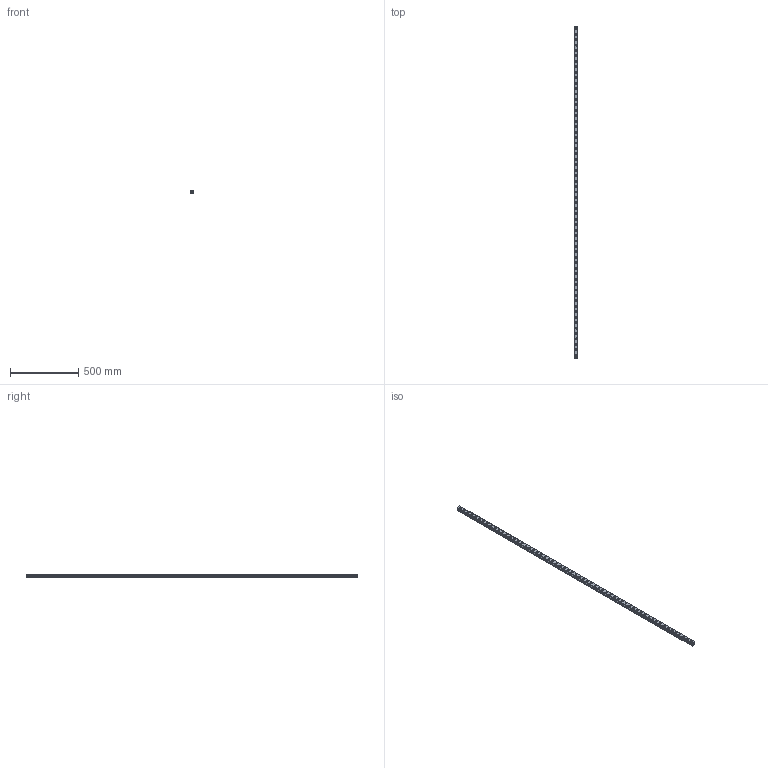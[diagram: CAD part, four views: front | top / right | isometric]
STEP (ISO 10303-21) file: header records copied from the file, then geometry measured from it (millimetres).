
FILE_DESCRIPTION(('STEP AP214'),'1');
FILE_NAME('cctmp_79DD8FB0-77AA-4D86-BFF1-C337F6A97D11_2021_03_11_14_38_30_0760..stp','2021-03-11T13:38:31',('HIWIN GmbH'),('CADClick - www.CADClick.com'),'Spatial InterOp 3D',' ','unknown authorization');
FILE_SCHEMA(('AUTOMOTIVE_DESIGN'));
Length unit declared in the file: millimetre
Products named in the file (1): RGR30R2440H_FILE
Bounding box: 28 x 2440 x 28 mm (x, y, z)
Volume: 1400228.1 mm3; surface area: 362134 mm2
Topology: 1 solids, 1 shells, 664 faces, 1425 edges, 950 vertices
Faces by surface type: cylinder 384, plane 280
Entity records: 23673 total; most frequent: DIRECTION 3523, CARTESIAN_POINT 3040, ORIENTED_EDGE 2850, AXIS2_PLACEMENT_3D 1433, EDGE_CURVE 1425, VERTEX_POINT 950, EDGE_LOOP 851, CIRCLE 768
